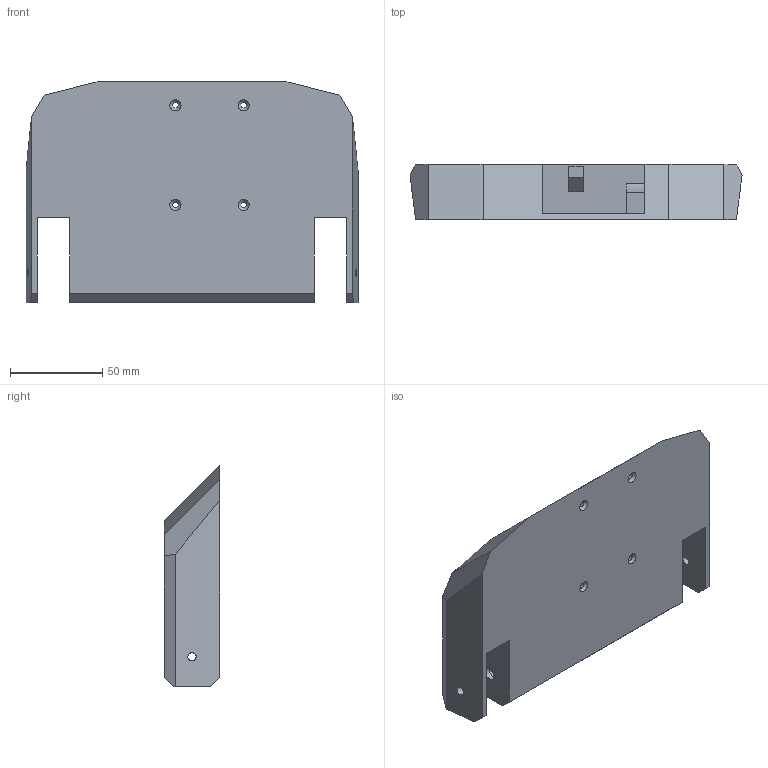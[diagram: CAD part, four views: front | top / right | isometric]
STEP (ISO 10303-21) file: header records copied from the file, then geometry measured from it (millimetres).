
FILE_DESCRIPTION(/* description */ (''),/* implementation_level */ '2;1');
FILE_NAME(/* name */ 'VertBody.ipt.step',/* time_stamp */ '2024-02-28T22:20:51-06:00',/* author */ ('smz3rm'),/* organization */ (''),/* preprocessor_version */ 'ST-DEVELOPER v18',/* originating_system */ 'Autodesk Inventor 2020',/* authorisation */ '');
FILE_SCHEMA (('AUTOMOTIVE_DESIGN { 1 0 10303 214 3 1 1 }'));
Length unit declared in the file: millimetre
Products named in the file (1): VertBody
Bounding box: 180 x 30 x 120 mm (x, y, z)
Volume: 176599.8 mm3; surface area: 71419.9 mm2
Topology: 1 solids, 1 shells, 111 faces, 323 edges, 222 vertices
Faces by surface type: plane 86, cylinder 21, cone 4
Full cylindrical faces by diameter (mm): 3.1 x4, 3.75 x5, 4 x2, 4.5 x2, 6.5 x2, 16.3 x2
Entity records: 3770 total; most frequent: CARTESIAN_POINT 657, ORIENTED_EDGE 646, DIRECTION 627, EDGE_CURVE 323, LINE 243, VECTOR 243, VERTEX_POINT 222, AXIS2_PLACEMENT_3D 192
